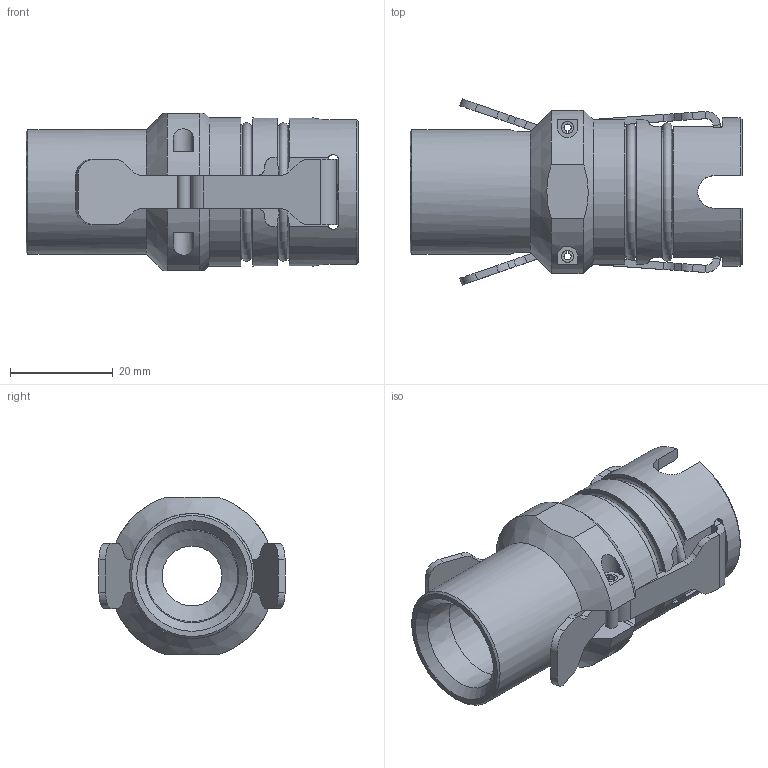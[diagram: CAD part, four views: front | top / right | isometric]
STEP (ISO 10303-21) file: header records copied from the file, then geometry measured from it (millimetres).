
FILE_DESCRIPTION(/* description */ ('VDA 16 CONNECTOR'),/* implementation_level */ '2;1');
FILE_NAME(/* name */ 'VDA012081_CAD.stp',/* time_stamp */ '2021-12-01T12:34:41-06:00',/* author */ ('scott.gulden'),/* organization */ ('FASTEST'),/* preprocessor_version */ 'ST-DEVELOPER v17.2',/* originating_system */ 'Autodesk Inventor 2019',/* authorisation */ 'JKC');
FILE_SCHEMA (('AUTOMOTIVE_DESIGN { 1 0 10303 214 3 1 1 }'));
Length unit declared in the file: inch
Products named in the file (5): VDA012081_CAD; 5VDA01205081_CAD; 1021U70; RP0940625; 5VDA01603
Assembly tree (7 placements, depth 2):
  VDA012081_CAD
    5VDA01205081_CAD
    1021U70  x2
    RP0940625  x2
    5VDA01603  x2
Bounding box: 64.77 x 36.32 x 30.73 mm (x, y, z)
Volume: 22579.7 mm3; surface area: 14834.3 mm2
Topology: 7 solids, 7 shells, 262 faces, 708 edges, 460 vertices
Faces by surface type: plane 140, cylinder 95, cone 17, torus 10
Full cylindrical faces by diameter (mm): 2.381 x4, 11.633 x1, 14.122 x1, 16.561 x3, 17.856 x1, 20.371 x1, 24.384 x1, 28.88 x1
Entity records: 7282 total; most frequent: CARTESIAN_POINT 1775, ORIENTED_EDGE 1136, DIRECTION 1120, EDGE_CURVE 568, AXIS2_PLACEMENT_3D 412, VERTEX_POINT 375, LINE 296, VECTOR 296
